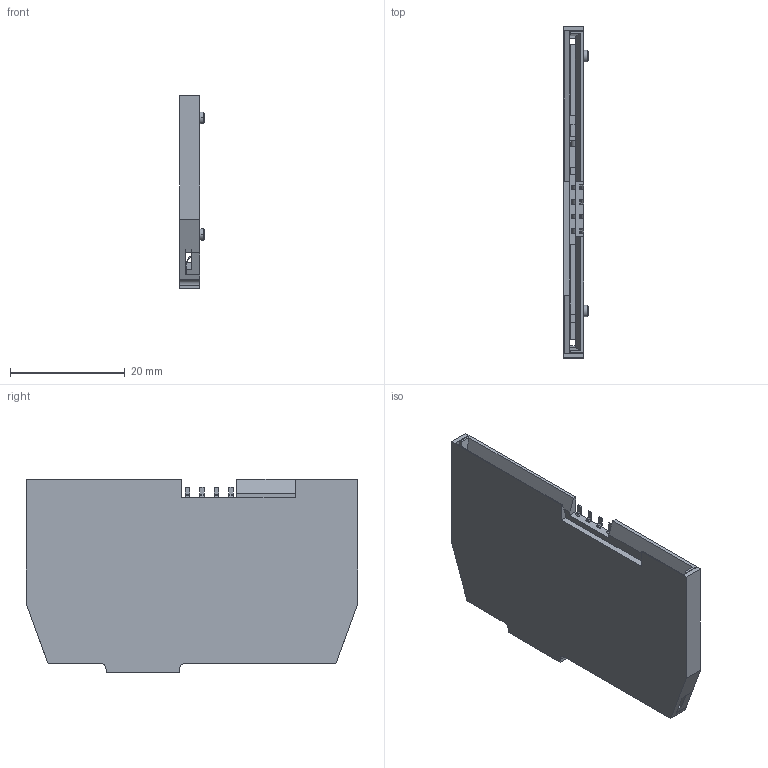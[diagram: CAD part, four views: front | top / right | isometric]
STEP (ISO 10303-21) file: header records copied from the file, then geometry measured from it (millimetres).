
FILE_DESCRIPTION((''),'2;1');
FILE_NAME('7312P0225A13LFC','2010-03-03T',('KaBabu'),('FCI - ELX Division'),'PRO/ENGINEER BY PARAMETRIC TECHNOLOGY CORPORATION, 2008010','PRO/ENGINEER BY PARAMETRIC TECHNOLOGY CORPORATION, 2008010','');
FILE_SCHEMA(('CONFIG_CONTROL_DESIGN'));
Length unit declared in the file: millimetre
Products named in the file (1): 7312P0225A13LFC
Bounding box: 4.35 x 57.8 x 33.7 mm (x, y, z)
Volume: 4390.5 mm3; surface area: 7755.1 mm2
Topology: 1 solids, 1 shells, 424 faces, 1050 edges, 642 vertices
Faces by surface type: plane 336, cylinder 84, cone 4
Entity records: 12436 total; most frequent: CARTESIAN_POINT 2239, ORIENTED_EDGE 2100, DIRECTION 2066, EDGE_CURVE 1050, VECTOR 868, LINE 868, VERTEX_POINT 642, AXIS2_PLACEMENT_3D 599
